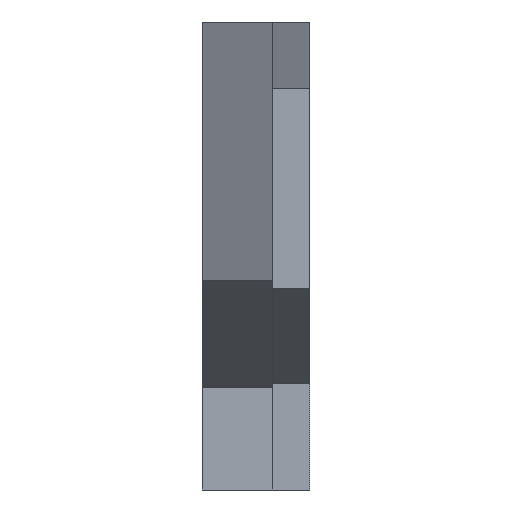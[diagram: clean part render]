
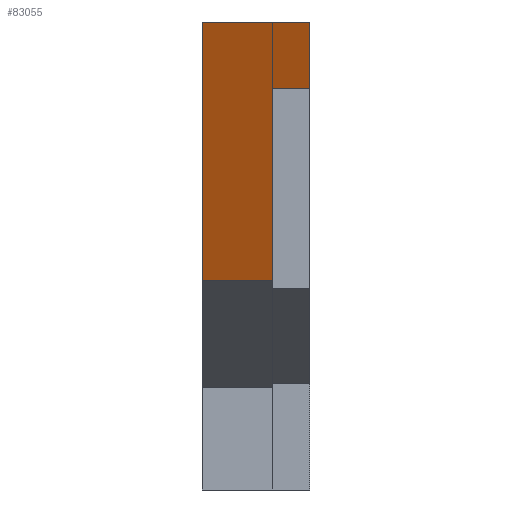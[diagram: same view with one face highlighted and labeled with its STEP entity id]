
A CAD part, left-side view. The second image highlights one B-rep face of the part: STEP entity #83055.
In plain terms, the highlighted planar face has unit normal (-0.918, 0, -0.396).
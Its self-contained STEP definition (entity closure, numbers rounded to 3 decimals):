
#3009=FACE_OUTER_BOUND('',#7013,.T.);
#7013=EDGE_LOOP('',(#64024,#64025,#64026,#64027,#64028,#64029));
#8023=LINE('',#108109,#20029);
#8027=LINE('',#108117,#20033);
#18006=LINE('',#129072,#30012);
#18007=LINE('',#129074,#30013);
#18008=LINE('',#129076,#30014);
#18009=LINE('',#129077,#30015);
#20029=VECTOR('',#88093,10.);
#20033=VECTOR('',#88099,10.);
#30012=VECTOR('',#104064,10.);
#30013=VECTOR('',#104065,10.);
#30014=VECTOR('',#104066,10.);
#30015=VECTOR('',#104067,10.);
#32035=VERTEX_POINT('',#108107);
#32036=VERTEX_POINT('',#108108);
#32039=VERTEX_POINT('',#108116);
#40022=VERTEX_POINT('',#129071);
#40023=VERTEX_POINT('',#129073);
#40024=VERTEX_POINT('',#129075);
#40039=EDGE_CURVE('',#32035,#32036,#8023,.T.);
#40043=EDGE_CURVE('',#32039,#32035,#8027,.T.);
#50022=EDGE_CURVE('',#40022,#32036,#18006,.T.);
#50023=EDGE_CURVE('',#40023,#40022,#18007,.T.);
#50024=EDGE_CURVE('',#40024,#40023,#18008,.T.);
#50025=EDGE_CURVE('',#40024,#32039,#18009,.T.);
#64024=ORIENTED_EDGE('',*,*,#40043,.T.);
#64025=ORIENTED_EDGE('',*,*,#40039,.T.);
#64026=ORIENTED_EDGE('',*,*,#50022,.F.);
#64027=ORIENTED_EDGE('',*,*,#50023,.F.);
#64028=ORIENTED_EDGE('',*,*,#50024,.F.);
#64029=ORIENTED_EDGE('',*,*,#50025,.T.);
#79051=PLANE('',#87079);
#83055=ADVANCED_FACE('',(#3009),#79051,.F.);
#87079=AXIS2_PLACEMENT_3D('',#129070,#104062,#104063);
#88093=DIRECTION('',(0.,-1.,0.));
#88099=DIRECTION('',(-0.396,0.,0.918));
#104062=DIRECTION('center_axis',(0.918,0.,0.396));
#104063=DIRECTION('ref_axis',(0.396,0.,-0.918));
#104064=DIRECTION('',(0.396,0.,-0.918));
#104065=DIRECTION('',(0.,-1.,0.));
#104066=DIRECTION('',(-0.396,0.,0.918));
#104067=DIRECTION('',(0.,-1.,0.));
#108107=CARTESIAN_POINT('',(-2494.,-0.35,3.573));
#108108=CARTESIAN_POINT('',(-2494.,-1.15,3.573));
#108109=CARTESIAN_POINT('',(-2494.,-0.75,3.573));
#108116=CARTESIAN_POINT('',(-2492.231,-0.35,-0.532));
#108117=CARTESIAN_POINT('',(-2494.41,-0.35,4.525));
#129070=CARTESIAN_POINT('Origin',(-2494.615,-1.15,5.));
#129071=CARTESIAN_POINT('',(-2494.615,-1.15,5.));
#129072=CARTESIAN_POINT('',(-2298.277,-1.15,-450.504));
#129073=CARTESIAN_POINT('',(-2494.615,1.15,5.));
#129074=CARTESIAN_POINT('',(-2494.615,-0.288,5.));
#129075=CARTESIAN_POINT('',(-2492.231,1.15,-0.532));
#129076=CARTESIAN_POINT('',(-2298.277,1.15,-450.504));
#129077=CARTESIAN_POINT('',(-2492.231,-1.15,-0.532));
